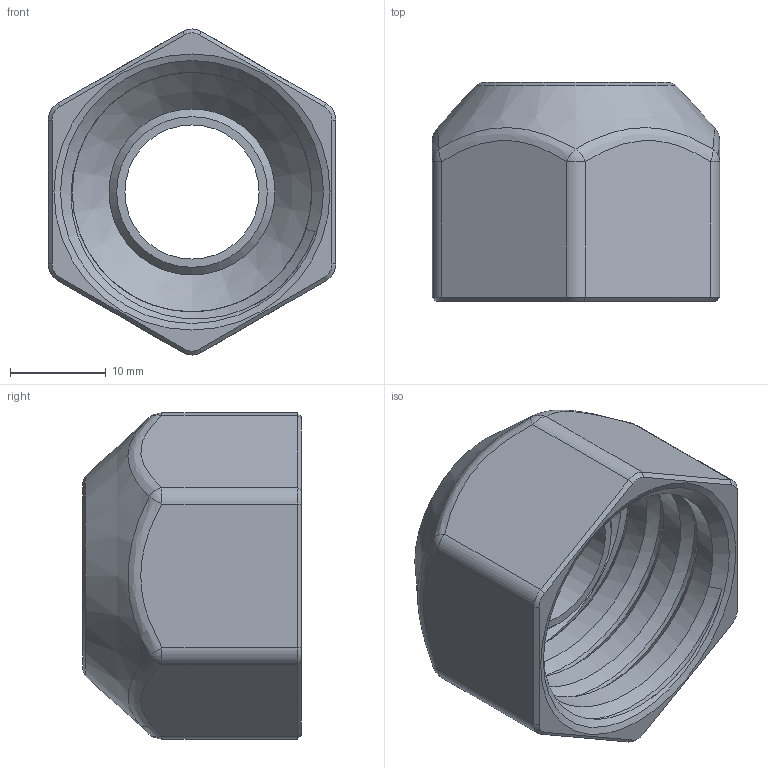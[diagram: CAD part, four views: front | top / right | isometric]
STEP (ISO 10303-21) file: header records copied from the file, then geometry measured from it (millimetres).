
FILE_DESCRIPTION(/* description */ (''),/* implementation_level */ '2;1');
FILE_NAME(/* name */ 'Nut.stp',/* time_stamp */ '2020-12-07T11:33:15+01:00',/* author */ ('Milos Rasic'),/* organization */ (''),/* preprocessor_version */ 'ST-DEVELOPER v18.1',/* originating_system */ 'Autodesk Inventor 2021',/* authorisation */ '');
FILE_SCHEMA (('AUTOMOTIVE_DESIGN { 1 0 10303 214 3 1 1 }'));
Length unit declared in the file: millimetre
Products named in the file (1): Nut4
Bounding box: 30 x 22.84 x 34.02 mm (x, y, z)
Volume: 7004.2 mm3; surface area: 5404.7 mm2
Topology: 1 solids, 1 shells, 59 faces, 131 edges, 75 vertices
Faces by surface type: cylinder 16, plane 16, cone 13, bspline 8, sphere 6
Full cylindrical faces by diameter (mm): 14 x1, 17.321 x1, 25 x2, 27 x2
Entity records: 2685 total; most frequent: CARTESIAN_POINT 1394, ORIENTED_EDGE 262, DIRECTION 253, EDGE_CURVE 131, AXIS2_PLACEMENT_3D 101, VERTEX_POINT 75, EDGE_LOOP 62, FACE_OUTER_BOUND 59
